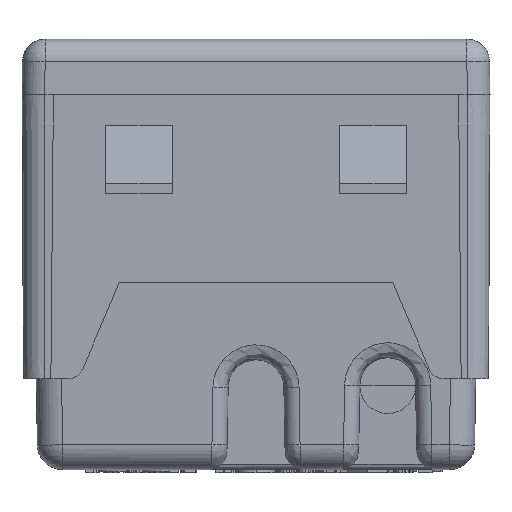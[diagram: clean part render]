
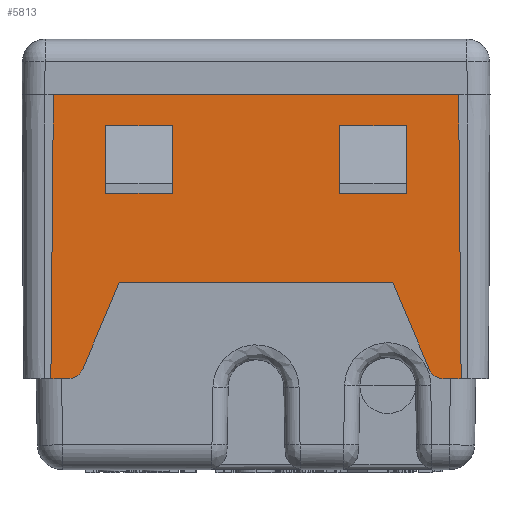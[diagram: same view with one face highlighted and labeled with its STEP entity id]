
A CAD part, front view. The second image highlights one B-rep face of the part: STEP entity #5813.
In plain terms, the highlighted planar face has unit normal (0, -1, -0.005).
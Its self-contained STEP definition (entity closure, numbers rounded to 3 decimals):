
#5672=AXIS2_PLACEMENT_3D('Plane Axis2P3D',#5669,#5670,#5671) ;
#3687=CARTESIAN_POINT('Vertex',(20.,-21.3,0.)) ;
#3694=CARTESIAN_POINT('Vertex',(-20.,-21.3,0.)) ;
#3697=CARTESIAN_POINT('Line Origine',(0.,-21.3,0.)) ;
#5589=CARTESIAN_POINT('Vertex',(-20.25,-21.153,-28.)) ;
#5592=CARTESIAN_POINT('Line Origine',(-20.125,-21.227,-14.)) ;
#5618=CARTESIAN_POINT('Line Origine',(20.125,-21.227,-14.)) ;
#5622=CARTESIAN_POINT('Vertex',(20.25,-21.153,-28.)) ;
#5669=CARTESIAN_POINT('Axis2P3D Location',(0.,-21.3,0.)) ;
#5674=CARTESIAN_POINT('Line Origine',(-19.373,-21.153,-28.)) ;
#5678=CARTESIAN_POINT('Vertex',(-18.496,-21.153,-28.)) ;
#5682=CARTESIAN_POINT('Control Point',(-18.496,-21.153,-28.)) ;
#5683=CARTESIAN_POINT('Control Point',(-18.316,-21.153,-28.)) ;
#5684=CARTESIAN_POINT('Control Point',(-18.136,-21.154,-27.973)) ;
#5685=CARTESIAN_POINT('Control Point',(-17.962,-21.154,-27.919)) ;
#5686=CARTESIAN_POINT('Control Point',(-17.642,-21.155,-27.764)) ;
#5687=CARTESIAN_POINT('Control Point',(-17.38,-21.156,-27.524)) ;
#5688=CARTESIAN_POINT('Control Point',(-17.27,-21.157,-27.389)) ;
#5689=CARTESIAN_POINT('Control Point',(-17.18,-21.157,-27.24)) ;
#5690=CARTESIAN_POINT('Control Point',(-17.114,-21.158,-27.082)) ;
#5691=CARTESIAN_POINT('Vertex',(-17.114,-21.158,-27.082)) ;
#5694=CARTESIAN_POINT('Line Origine',(-15.307,-21.181,-22.791)) ;
#5698=CARTESIAN_POINT('Vertex',(-13.5,-21.203,-18.5)) ;
#5701=CARTESIAN_POINT('Line Origine',(0.,-21.203,-18.5)) ;
#5705=CARTESIAN_POINT('Vertex',(13.5,-21.203,-18.5)) ;
#5708=CARTESIAN_POINT('Line Origine',(15.307,-21.181,-22.791)) ;
#5712=CARTESIAN_POINT('Vertex',(17.114,-21.158,-27.082)) ;
#5716=CARTESIAN_POINT('Control Point',(17.114,-21.158,-27.082)) ;
#5717=CARTESIAN_POINT('Control Point',(17.183,-21.157,-27.248)) ;
#5718=CARTESIAN_POINT('Control Point',(17.278,-21.157,-27.403)) ;
#5719=CARTESIAN_POINT('Control Point',(17.395,-21.156,-27.543)) ;
#5720=CARTESIAN_POINT('Control Point',(17.662,-21.155,-27.778)) ;
#5721=CARTESIAN_POINT('Control Point',(17.985,-21.154,-27.926)) ;
#5722=CARTESIAN_POINT('Control Point',(18.152,-21.154,-27.975)) ;
#5723=CARTESIAN_POINT('Control Point',(18.324,-21.153,-28.)) ;
#5724=CARTESIAN_POINT('Control Point',(18.496,-21.153,-28.)) ;
#5725=CARTESIAN_POINT('Vertex',(18.496,-21.153,-28.)) ;
#5728=CARTESIAN_POINT('Line Origine',(19.373,-21.153,-28.)) ;
#5745=CARTESIAN_POINT('Line Origine',(-11.55,-21.249,-9.7)) ;
#5749=CARTESIAN_POINT('Vertex',(-14.85,-21.249,-9.7)) ;
#5751=CARTESIAN_POINT('Vertex',(-8.25,-21.249,-9.7)) ;
#5754=CARTESIAN_POINT('Line Origine',(-14.85,-21.267,-6.371)) ;
#5758=CARTESIAN_POINT('Vertex',(-14.85,-21.284,-3.042)) ;
#5761=CARTESIAN_POINT('Line Origine',(-11.55,-21.284,-3.042)) ;
#5765=CARTESIAN_POINT('Vertex',(-8.25,-21.284,-3.042)) ;
#5768=CARTESIAN_POINT('Line Origine',(-8.25,-21.267,-6.371)) ;
#5779=CARTESIAN_POINT('Line Origine',(14.85,-21.267,-6.371)) ;
#5783=CARTESIAN_POINT('Vertex',(14.85,-21.284,-3.042)) ;
#5785=CARTESIAN_POINT('Vertex',(14.85,-21.249,-9.7)) ;
#5788=CARTESIAN_POINT('Line Origine',(11.55,-21.249,-9.7)) ;
#5792=CARTESIAN_POINT('Vertex',(8.25,-21.249,-9.7)) ;
#5795=CARTESIAN_POINT('Line Origine',(8.25,-21.267,-6.371)) ;
#5799=CARTESIAN_POINT('Vertex',(8.25,-21.284,-3.042)) ;
#5802=CARTESIAN_POINT('Line Origine',(11.55,-21.284,-3.042)) ;
#3698=DIRECTION('Vector Direction',(1.,0.,0.)) ;
#5593=DIRECTION('Vector Direction',(-0.009,0.005,-1.)) ;
#5619=DIRECTION('Vector Direction',(0.009,0.005,-1.)) ;
#5670=DIRECTION('Axis2P3D Direction',(0.,-1.,-0.005)) ;
#5671=DIRECTION('Axis2P3D XDirection',(1.,0.,0.)) ;
#5675=DIRECTION('Vector Direction',(1.,0.,0.)) ;
#5695=DIRECTION('Vector Direction',(0.388,-0.005,0.922)) ;
#5702=DIRECTION('Vector Direction',(1.,0.,0.)) ;
#5709=DIRECTION('Vector Direction',(0.388,0.005,-0.922)) ;
#5729=DIRECTION('Vector Direction',(1.,0.,0.)) ;
#5746=DIRECTION('Vector Direction',(1.,0.,0.)) ;
#5755=DIRECTION('Vector Direction',(0.,-0.005,1.)) ;
#5762=DIRECTION('Vector Direction',(1.,0.,0.)) ;
#5769=DIRECTION('Vector Direction',(0.,-0.005,1.)) ;
#5780=DIRECTION('Vector Direction',(0.,-0.005,1.)) ;
#5789=DIRECTION('Vector Direction',(1.,0.,0.)) ;
#5796=DIRECTION('Vector Direction',(0.,-0.005,1.)) ;
#5803=DIRECTION('Vector Direction',(1.,0.,0.)) ;
#3699=VECTOR('Line Direction',#3698,1.) ;
#5594=VECTOR('Line Direction',#5593,1.) ;
#5620=VECTOR('Line Direction',#5619,1.) ;
#5676=VECTOR('Line Direction',#5675,1.) ;
#5696=VECTOR('Line Direction',#5695,1.) ;
#5703=VECTOR('Line Direction',#5702,1.) ;
#5710=VECTOR('Line Direction',#5709,1.) ;
#5730=VECTOR('Line Direction',#5729,1.) ;
#5747=VECTOR('Line Direction',#5746,1.) ;
#5756=VECTOR('Line Direction',#5755,1.) ;
#5763=VECTOR('Line Direction',#5762,1.) ;
#5770=VECTOR('Line Direction',#5769,1.) ;
#5781=VECTOR('Line Direction',#5780,1.) ;
#5790=VECTOR('Line Direction',#5789,1.) ;
#5797=VECTOR('Line Direction',#5796,1.) ;
#5804=VECTOR('Line Direction',#5803,1.) ;
#5734=ORIENTED_EDGE('',*,*,#3701,.F.) ;
#5735=ORIENTED_EDGE('',*,*,#5596,.F.) ;
#5736=ORIENTED_EDGE('',*,*,#5680,.F.) ;
#5737=ORIENTED_EDGE('',*,*,#5693,.F.) ;
#5738=ORIENTED_EDGE('',*,*,#5700,.F.) ;
#5739=ORIENTED_EDGE('',*,*,#5707,.F.) ;
#5740=ORIENTED_EDGE('',*,*,#5714,.F.) ;
#5741=ORIENTED_EDGE('',*,*,#5727,.F.) ;
#5742=ORIENTED_EDGE('',*,*,#5732,.F.) ;
#5743=ORIENTED_EDGE('',*,*,#5624,.F.) ;
#5774=ORIENTED_EDGE('',*,*,#5753,.F.) ;
#5775=ORIENTED_EDGE('',*,*,#5760,.F.) ;
#5776=ORIENTED_EDGE('',*,*,#5767,.T.) ;
#5777=ORIENTED_EDGE('',*,*,#5772,.T.) ;
#5808=ORIENTED_EDGE('',*,*,#5787,.T.) ;
#5809=ORIENTED_EDGE('',*,*,#5794,.T.) ;
#5810=ORIENTED_EDGE('',*,*,#5801,.F.) ;
#5811=ORIENTED_EDGE('',*,*,#5806,.F.) ;
#5778=FACE_BOUND('',#5773,.T.) ;
#5812=FACE_BOUND('',#5807,.T.) ;
#5813=ADVANCED_FACE('CUSTODIA SHUKO 2M SYS WH\\PartBody',(#5744,#5778,#5812),#5673,.T.) ;
#5681=B_SPLINE_CURVE_WITH_KNOTS('',5,(#5682,#5683,#5684,#5685,#5686,#5687,#5688,#5689,#5690),.UNSPECIFIED.,.F.,.U.,(6,3,6),(0.,1.297,2.536),.UNSPECIFIED.) ;
#5715=B_SPLINE_CURVE_WITH_KNOTS('',5,(#5716,#5717,#5718,#5719,#5720,#5721,#5722,#5723,#5724),.UNSPECIFIED.,.F.,.U.,(6,3,6),(0.,1.297,2.536),.UNSPECIFIED.) ;
#3701=EDGE_CURVE('',#3695,#3688,#3700,.T.) ;
#5596=EDGE_CURVE('',#5590,#3695,#5595,.F.) ;
#5624=EDGE_CURVE('',#3688,#5623,#5621,.T.) ;
#5680=EDGE_CURVE('',#5679,#5590,#5677,.F.) ;
#5693=EDGE_CURVE('',#5692,#5679,#5681,.F.) ;
#5700=EDGE_CURVE('',#5699,#5692,#5697,.F.) ;
#5707=EDGE_CURVE('',#5706,#5699,#5704,.F.) ;
#5714=EDGE_CURVE('',#5713,#5706,#5711,.F.) ;
#5727=EDGE_CURVE('',#5726,#5713,#5715,.F.) ;
#5732=EDGE_CURVE('',#5623,#5726,#5731,.F.) ;
#5753=EDGE_CURVE('',#5750,#5752,#5748,.T.) ;
#5760=EDGE_CURVE('',#5759,#5750,#5757,.F.) ;
#5767=EDGE_CURVE('',#5759,#5766,#5764,.T.) ;
#5772=EDGE_CURVE('',#5766,#5752,#5771,.F.) ;
#5787=EDGE_CURVE('',#5784,#5786,#5782,.F.) ;
#5794=EDGE_CURVE('',#5786,#5793,#5791,.F.) ;
#5801=EDGE_CURVE('',#5800,#5793,#5798,.F.) ;
#5806=EDGE_CURVE('',#5784,#5800,#5805,.F.) ;
#5733=EDGE_LOOP('',(#5734,#5735,#5736,#5737,#5738,#5739,#5740,#5741,#5742,#5743)) ;
#5773=EDGE_LOOP('',(#5774,#5775,#5776,#5777)) ;
#5807=EDGE_LOOP('',(#5808,#5809,#5810,#5811)) ;
#5744=FACE_OUTER_BOUND('',#5733,.T.) ;
#3700=LINE('Line',#3697,#3699) ;
#5595=LINE('Line',#5592,#5594) ;
#5621=LINE('Line',#5618,#5620) ;
#5677=LINE('Line',#5674,#5676) ;
#5697=LINE('Line',#5694,#5696) ;
#5704=LINE('Line',#5701,#5703) ;
#5711=LINE('Line',#5708,#5710) ;
#5731=LINE('Line',#5728,#5730) ;
#5748=LINE('Line',#5745,#5747) ;
#5757=LINE('Line',#5754,#5756) ;
#5764=LINE('Line',#5761,#5763) ;
#5771=LINE('Line',#5768,#5770) ;
#5782=LINE('Line',#5779,#5781) ;
#5791=LINE('Line',#5788,#5790) ;
#5798=LINE('Line',#5795,#5797) ;
#5805=LINE('Line',#5802,#5804) ;
#5673=PLANE('',#5672) ;
#3688=VERTEX_POINT('',#3687) ;
#3695=VERTEX_POINT('',#3694) ;
#5590=VERTEX_POINT('',#5589) ;
#5623=VERTEX_POINT('',#5622) ;
#5679=VERTEX_POINT('',#5678) ;
#5692=VERTEX_POINT('',#5691) ;
#5699=VERTEX_POINT('',#5698) ;
#5706=VERTEX_POINT('',#5705) ;
#5713=VERTEX_POINT('',#5712) ;
#5726=VERTEX_POINT('',#5725) ;
#5750=VERTEX_POINT('',#5749) ;
#5752=VERTEX_POINT('',#5751) ;
#5759=VERTEX_POINT('',#5758) ;
#5766=VERTEX_POINT('',#5765) ;
#5784=VERTEX_POINT('',#5783) ;
#5786=VERTEX_POINT('',#5785) ;
#5793=VERTEX_POINT('',#5792) ;
#5800=VERTEX_POINT('',#5799) ;
